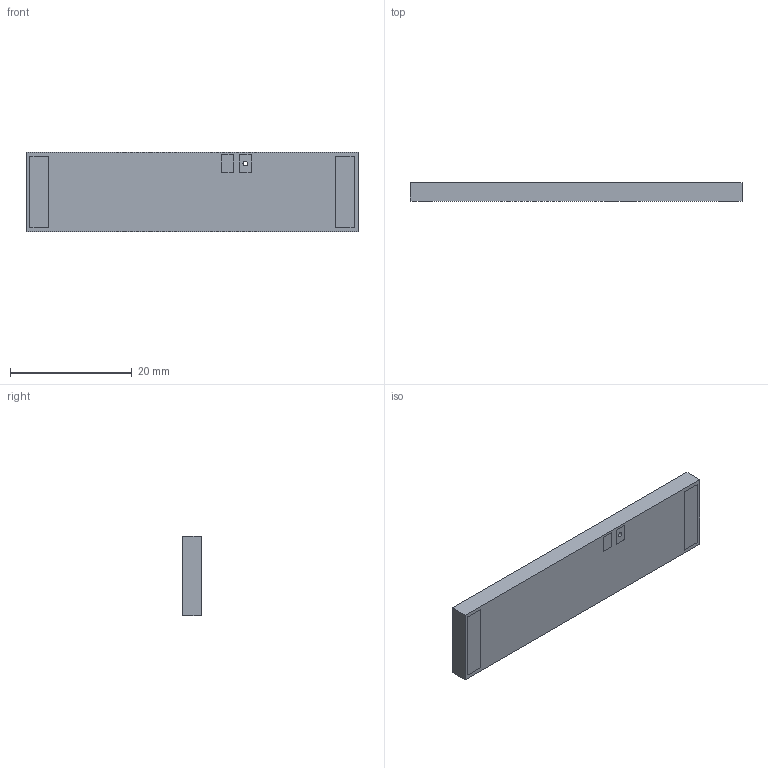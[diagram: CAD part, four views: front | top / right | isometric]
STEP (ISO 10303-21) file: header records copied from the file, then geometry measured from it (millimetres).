
FILE_DESCRIPTION (( 'STEP AP214' ), '1' );
FILE_NAME ('PCS.26.A.STEP', '2021-10-06T13:48:39', ( '' ), ( '' ), 'SwSTEP 2.0', 'SolidWorks 2018', '' );
FILE_SCHEMA (( 'AUTOMOTIVE_DESIGN' ));
Length unit declared in the file: millimetre
Products named in the file (1): PCS.26.A
Bounding box: 54.6 x 3.02 x 13 mm (x, y, z)
Volume: 2132.5 mm3; surface area: 1835.8 mm2
Topology: 1 solids, 1 shells, 330 faces, 888 edges, 592 vertices
Faces by surface type: plane 192, bspline 137, cylinder 1
Full cylindrical faces by diameter (mm): 0.78 x1
Entity records: 16623 total; most frequent: CARTESIAN_POINT 5835, ORIENTED_EDGE 1774, DIRECTION 1003, EDGE_CURVE 887, LINE 611, VECTOR 611, VERTEX_POINT 592, EDGE_LOOP 365
